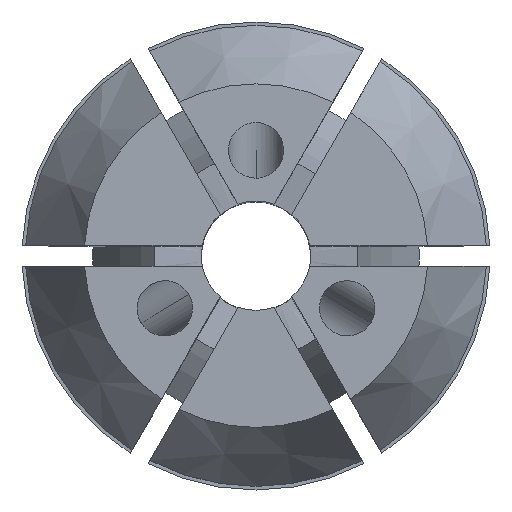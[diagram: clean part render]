
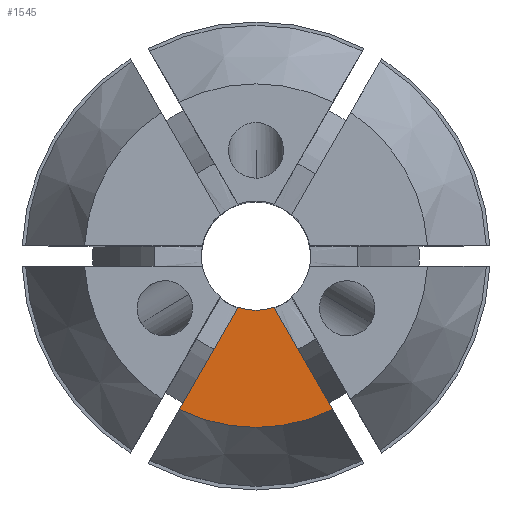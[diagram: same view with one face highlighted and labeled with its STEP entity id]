
A CAD part, top view. The second image highlights one B-rep face of the part: STEP entity #1545.
In plain terms, the highlighted planar face has unit normal (0, 0, 1).
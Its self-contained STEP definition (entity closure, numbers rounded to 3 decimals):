
#2 = ORIENTED_EDGE ( 'NONE', *, *, #2416, .F. ) ;
#7 = VERTEX_POINT ( 'NONE', #2351 ) ;
#140 = AXIS2_PLACEMENT_3D ( 'NONE', #378, #1358, #1675 ) ;
#154 = DIRECTION ( 'NONE',  ( 1., 0., 0. ) ) ;
#260 = AXIS2_PLACEMENT_3D ( 'NONE', #2873, #380, #2562 ) ;
#303 = FACE_OUTER_BOUND ( 'NONE', #2863, .T. ) ;
#378 = CARTESIAN_POINT ( 'NONE',  ( 0., 6.24, 27.5 ) ) ;
#380 = DIRECTION ( 'NONE',  ( 0., 0., -1. ) ) ;
#487 = CARTESIAN_POINT ( 'NONE',  ( 0., 0., 27.5 ) ) ;
#604 = AXIS2_PLACEMENT_3D ( 'NONE', #487, #3915, #154 ) ;
#881 = LINE ( 'NONE', #1731, #3479 ) ;
#1106 = EDGE_CURVE ( 'NONE', #3447, #7, #881, .T. ) ;
#1208 = VERTEX_POINT ( 'NONE', #2044 ) ;
#1272 = CARTESIAN_POINT ( 'NONE',  ( -0.65, -1.875, 27.5 ) ) ;
#1358 = DIRECTION ( 'NONE',  ( 0., 0., 1. ) ) ;
#1375 = CIRCLE ( 'NONE', #260, 6.24 ) ;
#1419 = DIRECTION ( 'NONE',  ( -0.5, -0.866, 0. ) ) ;
#1466 = VECTOR ( 'NONE', #1602, 1000. ) ;
#1532 = ORIENTED_EDGE ( 'NONE', *, *, #3564, .F. ) ;
#1545 = ADVANCED_FACE ( 'NONE', ( #303 ), #2268, .T. ) ;
#1602 = DIRECTION ( 'NONE',  ( 0.5, -0.866, 0. ) ) ;
#1675 = DIRECTION ( 'NONE',  ( 1., 0., 0. ) ) ;
#1731 = CARTESIAN_POINT ( 'NONE',  ( 3.027, 4.493, 27.5 ) ) ;
#2044 = CARTESIAN_POINT ( 'NONE',  ( 2.79, -5.582, 27.5 ) ) ;
#2268 = PLANE ( 'NONE',  #140 ) ;
#2351 = CARTESIAN_POINT ( 'NONE',  ( -2.79, -5.582, 27.5 ) ) ;
#2416 = EDGE_CURVE ( 'NONE', #1208, #7, #1375, .T. ) ;
#2526 = VERTEX_POINT ( 'NONE', #2598 ) ;
#2562 = DIRECTION ( 'NONE',  ( -1., 0., 0. ) ) ;
#2570 = EDGE_CURVE ( 'NONE', #3447, #2526, #2689, .T. ) ;
#2598 = CARTESIAN_POINT ( 'NONE',  ( 0.65, -1.875, 27.5 ) ) ;
#2689 = CIRCLE ( 'NONE', #604, 1.984 ) ;
#2863 = EDGE_LOOP ( 'NONE', ( #2960, #3926, #2, #1532 ) ) ;
#2873 = CARTESIAN_POINT ( 'NONE',  ( 0., 0., 27.5 ) ) ;
#2960 = ORIENTED_EDGE ( 'NONE', *, *, #2570, .F. ) ;
#3370 = LINE ( 'NONE', #3787, #1466 ) ;
#3447 = VERTEX_POINT ( 'NONE', #1272 ) ;
#3479 = VECTOR ( 'NONE', #1419, 1000. ) ;
#3564 = EDGE_CURVE ( 'NONE', #2526, #1208, #3370, .T. ) ;
#3787 = CARTESIAN_POINT ( 'NONE',  ( -3.027, 4.493, 27.5 ) ) ;
#3915 = DIRECTION ( 'NONE',  ( 0., 0., 1. ) ) ;
#3926 = ORIENTED_EDGE ( 'NONE', *, *, #1106, .T. ) ;
